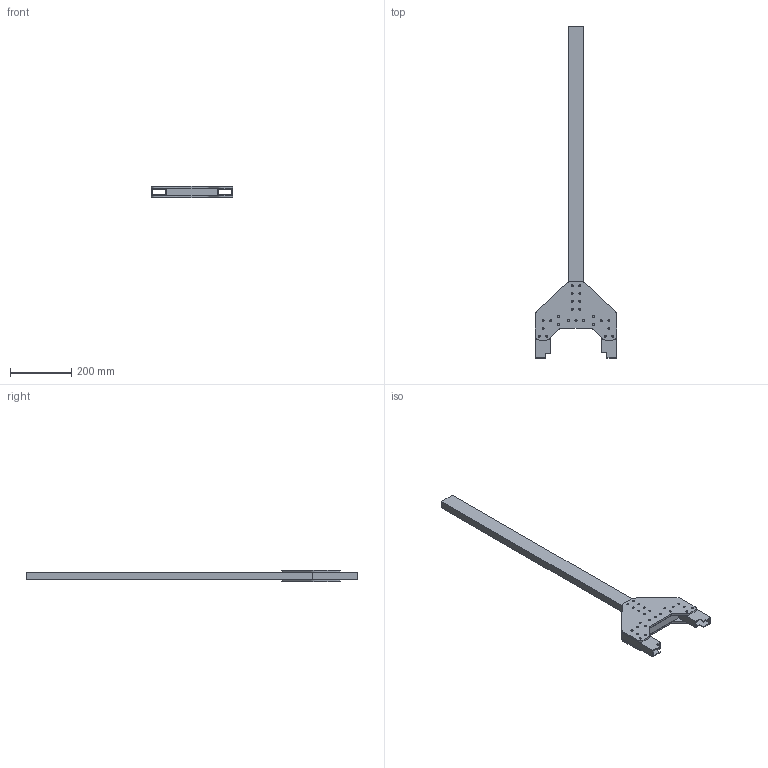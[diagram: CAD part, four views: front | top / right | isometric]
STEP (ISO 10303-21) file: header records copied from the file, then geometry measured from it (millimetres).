
FILE_DESCRIPTION( ( '' ), ' ' );
FILE_NAME( '5e35f649dfcc50155288e1d5.step', '2020-02-01T22:06:01', ( '' ), ( '' ), ' ', ' ', ' ' );
FILE_SCHEMA( ( 'AUTOMOTIVE_DESIGN { 1 0 10303 214 1 1 1 1 }' ) );
Length unit declared in the file: metre
Products named in the file (6): Assem1; Part 4; Part 2; Part 1; Part 3
Assembly tree (6 placements, depth 2):
  Assem1
    Part 4  x2
    Part 2
    Part 1
    Part 3
    Part 1
Bounding box: 266.7 x 1086.95 x 38.1 mm (x, y, z)
Volume: 1179464 mm3; surface area: 522526 mm2
Topology: 6 solids, 6 shells, 136 faces, 378 edges, 252 vertices
Faces by surface type: cylinder 70, plane 66
Full cylindrical faces by diameter (mm): 6.604 x50
Entity records: 2923 total; most frequent: DIRECTION 480, CARTESIAN_POINT 476, ORIENTED_EDGE 436, EDGE_CURVE 218, EDGE_LOOP 168, AXIS2_PLACEMENT_3D 166, VERTEX_POINT 162, LINE 148
